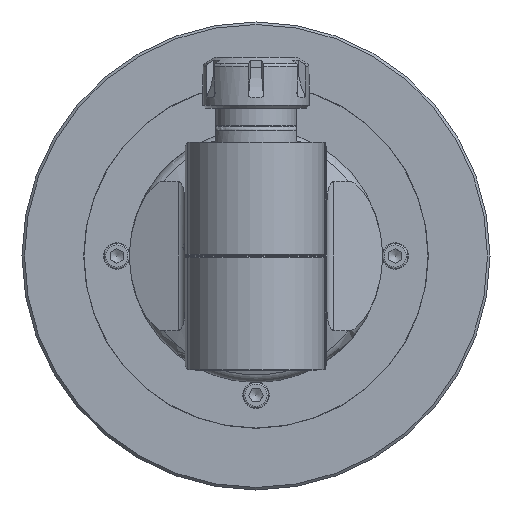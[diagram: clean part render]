
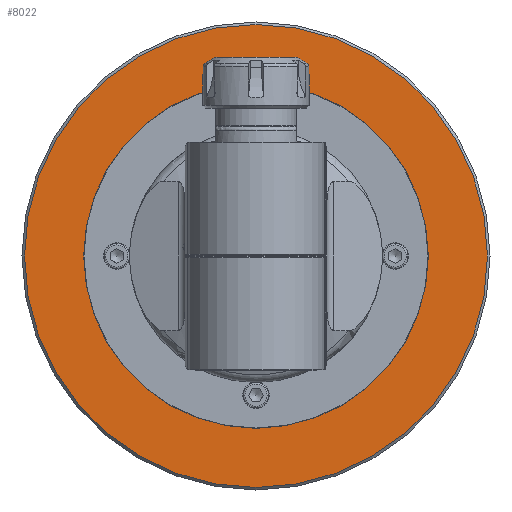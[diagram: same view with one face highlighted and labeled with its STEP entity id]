
A CAD part, left-side view. The second image highlights one B-rep face of the part: STEP entity #8022.
In plain terms, the highlighted face is planar.
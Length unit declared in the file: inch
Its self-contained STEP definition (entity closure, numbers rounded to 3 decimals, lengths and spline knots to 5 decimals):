
#268=FACE_BOUND('',#1904,.T.);
#859=CIRCLE('',#8868,3.60236);
#860=CIRCLE('',#8869,2.38189);
#1354=FACE_OUTER_BOUND('',#1903,.T.);
#1903=EDGE_LOOP('',(#6964));
#1904=EDGE_LOOP('',(#6965));
#3761=VERTEX_POINT('',#14135);
#3762=VERTEX_POINT('',#14137);
#4850=EDGE_CURVE('',#3761,#3761,#859,.T.);
#4851=EDGE_CURVE('',#3762,#3762,#860,.T.);
#6964=ORIENTED_EDGE('',*,*,#4850,.T.);
#6965=ORIENTED_EDGE('',*,*,#4851,.T.);
#7592=PLANE('',#8867);
#8022=ADVANCED_FACE('',(#1354,#268),#7592,.F.);
#8867=AXIS2_PLACEMENT_3D('',#14134,#10919,#10920);
#8868=AXIS2_PLACEMENT_3D('',#14136,#10921,#10922);
#8869=AXIS2_PLACEMENT_3D('',#14138,#10923,#10924);
#10919=DIRECTION('center_axis',(-1.,0.,0.));
#10920=DIRECTION('ref_axis',(0.,0.,1.));
#10921=DIRECTION('center_axis',(1.,0.,0.));
#10922=DIRECTION('ref_axis',(0.,0.,-1.));
#10923=DIRECTION('center_axis',(-1.,0.,0.));
#10924=DIRECTION('ref_axis',(0.,0.,-1.));
#14134=CARTESIAN_POINT('Origin',(-0.51181,1.71752,0.));
#14135=CARTESIAN_POINT('',(-0.51181,0.,3.60236));
#14136=CARTESIAN_POINT('Origin',(-0.51181,0.,
0.));
#14137=CARTESIAN_POINT('',(-0.51181,0.,2.38189));
#14138=CARTESIAN_POINT('Origin',(-0.51181,0.,
0.));
